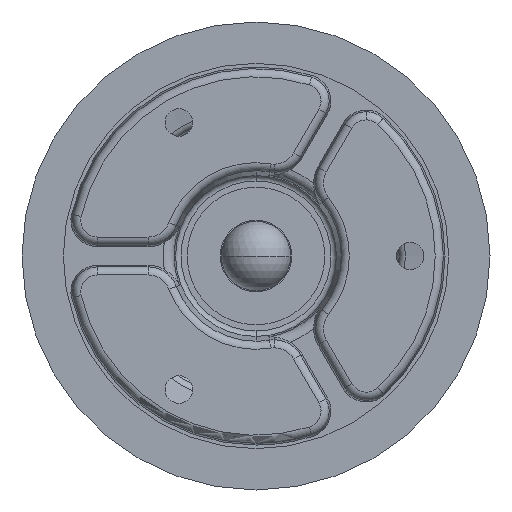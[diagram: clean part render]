
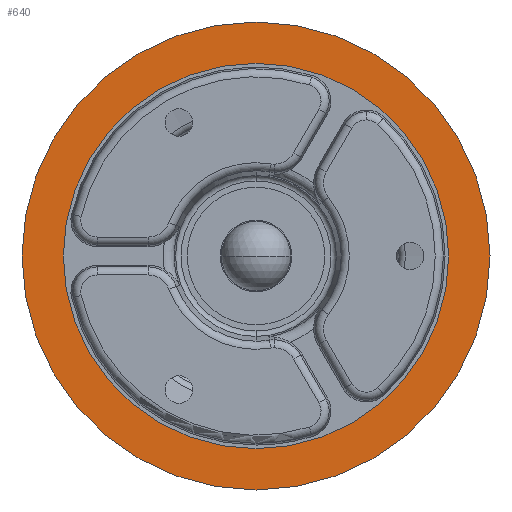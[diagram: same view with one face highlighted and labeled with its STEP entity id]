
A CAD part, left-side view. The second image highlights one B-rep face of the part: STEP entity #640.
In plain terms, the highlighted face is planar.
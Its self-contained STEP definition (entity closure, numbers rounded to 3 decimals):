
#139 = DIRECTION ( 'NONE',  ( 0., 0., 1. ) ) ;
#208 = DIRECTION ( 'NONE',  ( 0., 0., 1. ) ) ;
#631 = CARTESIAN_POINT ( 'NONE',  ( 35., 0., -73. ) ) ;
#640 = ADVANCED_FACE ( 'NONE', ( #8628, #9281 ), #6341, .T. ) ;
#1191 = ORIENTED_EDGE ( 'NONE', *, *, #10751, .F. ) ;
#1431 = VERTEX_POINT ( 'NONE', #11321 ) ;
#1487 = CARTESIAN_POINT ( 'NONE',  ( 0., 0., -73. ) ) ;
#1567 = CARTESIAN_POINT ( 'NONE',  ( 0., 0., -73. ) ) ;
#1642 = EDGE_CURVE ( 'NONE', #4454, #10721, #7575, .T. ) ;
#1651 = CARTESIAN_POINT ( 'NONE',  ( -42.5, 0., -73. ) ) ;
#2308 = DIRECTION ( 'NONE',  ( -1., 0., 0. ) ) ;
#3039 = AXIS2_PLACEMENT_3D ( 'NONE', #1567, #208, #12043 ) ;
#3689 = DIRECTION ( 'NONE',  ( 0., 0., -1. ) ) ;
#4454 = VERTEX_POINT ( 'NONE', #631 ) ;
#4512 = CARTESIAN_POINT ( 'NONE',  ( -35., 0., -73. ) ) ;
#5033 = CARTESIAN_POINT ( 'NONE',  ( 0., -42.5, -73. ) ) ;
#5624 = DIRECTION ( 'NONE',  ( 1., 0., 0. ) ) ;
#6229 = ORIENTED_EDGE ( 'NONE', *, *, #11407, .T. ) ;
#6341 = PLANE ( 'NONE',  #8276 ) ;
#6970 = DIRECTION ( 'NONE',  ( 0., 0., 1. ) ) ;
#7034 = CIRCLE ( 'NONE', #11580, 35. ) ;
#7575 = CIRCLE ( 'NONE', #3039, 35. ) ;
#7977 = DIRECTION ( 'NONE',  ( 1., 0., 0. ) ) ;
#8070 = EDGE_LOOP ( 'NONE', ( #10503, #1191 ) ) ;
#8276 = AXIS2_PLACEMENT_3D ( 'NONE', #5033, #3689, #2308 ) ;
#8283 = CARTESIAN_POINT ( 'NONE',  ( 0., 0., -73. ) ) ;
#8626 = EDGE_LOOP ( 'NONE', ( #9504, #6229 ) ) ;
#8628 = FACE_BOUND ( 'NONE', #8626, .T. ) ;
#9281 = FACE_OUTER_BOUND ( 'NONE', #8070, .T. ) ;
#9283 = DIRECTION ( 'NONE',  ( 0., 0., 1. ) ) ;
#9504 = ORIENTED_EDGE ( 'NONE', *, *, #1642, .T. ) ;
#10503 = ORIENTED_EDGE ( 'NONE', *, *, #11885, .F. ) ;
#10649 = CARTESIAN_POINT ( 'NONE',  ( 0., 0., -73. ) ) ;
#10721 = VERTEX_POINT ( 'NONE', #4512 ) ;
#10751 = EDGE_CURVE ( 'NONE', #12611, #1431, #11994, .T. ) ;
#11163 = CIRCLE ( 'NONE', #11404, 42.5 ) ;
#11321 = CARTESIAN_POINT ( 'NONE',  ( 42.5, 0., -73. ) ) ;
#11404 = AXIS2_PLACEMENT_3D ( 'NONE', #8283, #6970, #5624 ) ;
#11407 = EDGE_CURVE ( 'NONE', #10721, #4454, #7034, .T. ) ;
#11580 = AXIS2_PLACEMENT_3D ( 'NONE', #10649, #9283, #7977 ) ;
#11796 = AXIS2_PLACEMENT_3D ( 'NONE', #1487, #139, #11964 ) ;
#11885 = EDGE_CURVE ( 'NONE', #1431, #12611, #11163, .T. ) ;
#11964 = DIRECTION ( 'NONE',  ( 1., 0., 0. ) ) ;
#11994 = CIRCLE ( 'NONE', #11796, 42.5 ) ;
#12043 = DIRECTION ( 'NONE',  ( 1., 0., 0. ) ) ;
#12611 = VERTEX_POINT ( 'NONE', #1651 ) ;
